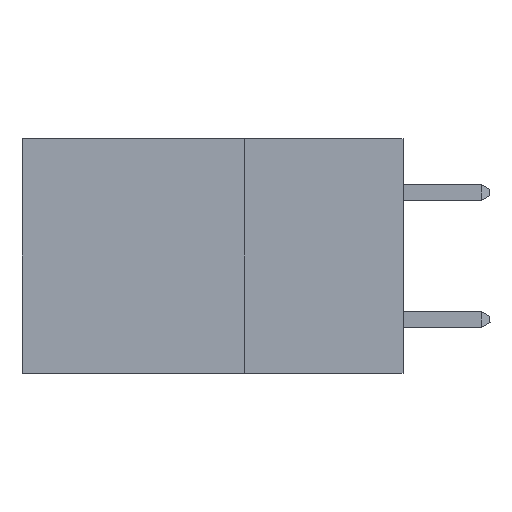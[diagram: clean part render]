
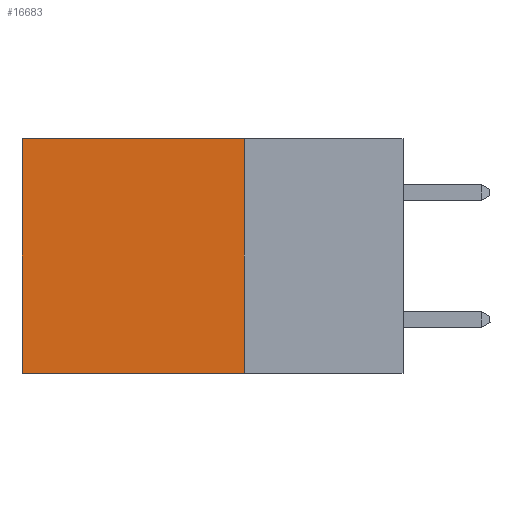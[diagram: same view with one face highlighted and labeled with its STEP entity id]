
A CAD part, left-side view. The second image highlights one B-rep face of the part: STEP entity #16683.
In plain terms, the highlighted planar face has unit normal (-1, 0, 0).
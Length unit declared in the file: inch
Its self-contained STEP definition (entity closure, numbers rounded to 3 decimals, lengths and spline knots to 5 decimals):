
#376 = FACE_OUTER_BOUND ( 'NONE', #11522, .T. ) ;
#632 = VERTEX_POINT ( 'NONE', #22663 ) ;
#1873 = LINE ( 'NONE', #24487, #21219 ) ;
#2444 = EDGE_CURVE ( 'NONE', #3609, #8775, #8589, .T. ) ;
#2598 = CARTESIAN_POINT ( 'NONE',  ( 0.2875, 0.25, 0. ) ) ;
#3609 = VERTEX_POINT ( 'NONE', #19295 ) ;
#3742 = CARTESIAN_POINT ( 'NONE',  ( 0.2875, 0.6, -0.37 ) ) ;
#4366 = VECTOR ( 'NONE', #21567, 39.37008 ) ;
#4664 = VERTEX_POINT ( 'NONE', #22025 ) ;
#5258 = CARTESIAN_POINT ( 'NONE',  ( 0.2875, 0.25, 0. ) ) ;
#6022 = CARTESIAN_POINT ( 'NONE',  ( 0.2875, 0.25, 0. ) ) ;
#6939 = ORIENTED_EDGE ( 'NONE', *, *, #15401, .F. ) ;
#7627 = EDGE_CURVE ( 'NONE', #4664, #3609, #14564, .T. ) ;
#8561 = CARTESIAN_POINT ( 'NONE',  ( 0.2875, 0.6, 0. ) ) ;
#8589 = LINE ( 'NONE', #8561, #4366 ) ;
#8775 = VERTEX_POINT ( 'NONE', #3742 ) ;
#11522 = EDGE_LOOP ( 'NONE', ( #13738, #17706, #6939, #11532 ) ) ;
#11532 = ORIENTED_EDGE ( 'NONE', *, *, #7627, .T. ) ;
#12294 = AXIS2_PLACEMENT_3D ( 'NONE', #6022, #14455, #12514 ) ;
#12514 = DIRECTION ( 'NONE',  ( 0., 0., -1. ) ) ;
#13738 = ORIENTED_EDGE ( 'NONE', *, *, #2444, .T. ) ;
#14455 = DIRECTION ( 'NONE',  ( 1., 0., 0. ) ) ;
#14564 = LINE ( 'NONE', #5258, #19504 ) ;
#14847 = LINE ( 'NONE', #2598, #21727 ) ;
#15401 = EDGE_CURVE ( 'NONE', #4664, #632, #14847, .T. ) ;
#16239 = DIRECTION ( 'NONE',  ( 0., 1., 0. ) ) ;
#16683 = ADVANCED_FACE ( 'NONE', ( #376 ), #22818, .F. ) ;
#17706 = ORIENTED_EDGE ( 'NONE', *, *, #26611, .F. ) ;
#19295 = CARTESIAN_POINT ( 'NONE',  ( 0.2875, 0.6, 0. ) ) ;
#19504 = VECTOR ( 'NONE', #25032, 39.37008 ) ;
#21219 = VECTOR ( 'NONE', #16239, 39.37008 ) ;
#21567 = DIRECTION ( 'NONE',  ( 0., 0., -1. ) ) ;
#21727 = VECTOR ( 'NONE', #25663, 39.37008 ) ;
#22025 = CARTESIAN_POINT ( 'NONE',  ( 0.2875, 0.25, 0. ) ) ;
#22663 = CARTESIAN_POINT ( 'NONE',  ( 0.2875, 0.25, -0.37 ) ) ;
#22818 = PLANE ( 'NONE',  #12294 ) ;
#24487 = CARTESIAN_POINT ( 'NONE',  ( 0.2875, 0.25, -0.37 ) ) ;
#25032 = DIRECTION ( 'NONE',  ( 0., 1., 0. ) ) ;
#25663 = DIRECTION ( 'NONE',  ( 0., 0., -1. ) ) ;
#26611 = EDGE_CURVE ( 'NONE', #632, #8775, #1873, .T. ) ;
